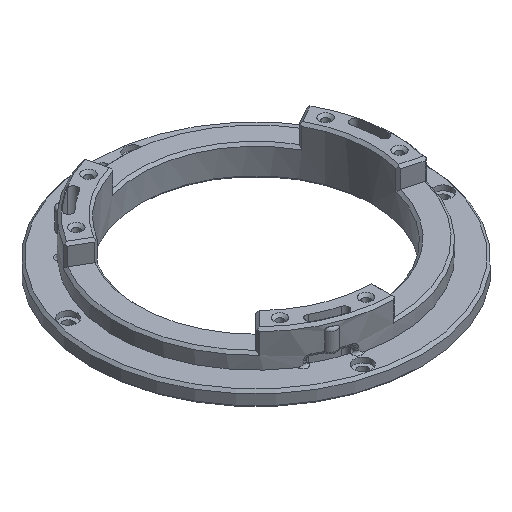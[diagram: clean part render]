
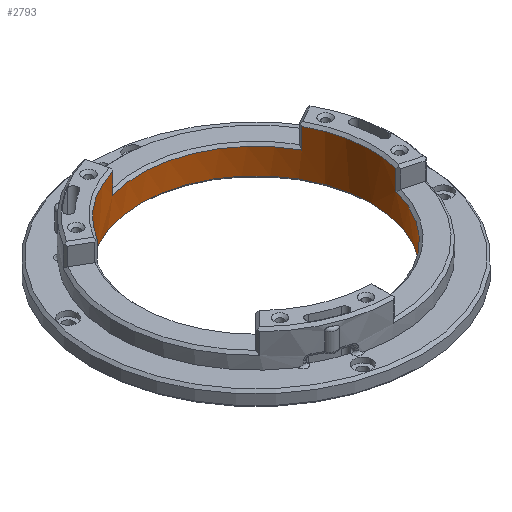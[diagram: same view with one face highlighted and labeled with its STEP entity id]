
A CAD part, isometric view. The second image highlights one B-rep face of the part: STEP entity #2793.
In plain terms, the highlighted cylindrical face has radius 22.625 mm (diameter 45.25 mm), a full revolution.
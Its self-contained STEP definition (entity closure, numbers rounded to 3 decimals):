
#84=CYLINDRICAL_SURFACE('',#3105,22.625);
#145=LINE('',#4383,#289);
#151=LINE('',#4439,#295);
#194=LINE('',#4771,#338);
#199=LINE('',#4820,#343);
#220=LINE('',#5030,#364);
#221=LINE('',#5031,#365);
#289=VECTOR('',#3430,1000.);
#295=VECTOR('',#3456,1000.);
#338=VECTOR('',#3673,1000.);
#343=VECTOR('',#3698,1000.);
#364=VECTOR('',#3815,1000.);
#365=VECTOR('',#3816,1000.);
#1077=ORIENTED_EDGE('',*,*,#1334,.T.);
#1078=ORIENTED_EDGE('',*,*,#1443,.T.);
#1079=ORIENTED_EDGE('',*,*,#1451,.T.);
#1080=ORIENTED_EDGE('',*,*,#1459,.T.);
#1081=ORIENTED_EDGE('',*,*,#1654,.T.);
#1082=ORIENTED_EDGE('',*,*,#1655,.T.);
#1083=ORIENTED_EDGE('',*,*,#1598,.T.);
#1084=ORIENTED_EDGE('',*,*,#1656,.T.);
#1085=ORIENTED_EDGE('',*,*,#1464,.T.);
#1086=ORIENTED_EDGE('',*,*,#1571,.T.);
#1087=ORIENTED_EDGE('',*,*,#1579,.T.);
#1088=ORIENTED_EDGE('',*,*,#1585,.T.);
#1089=ORIENTED_EDGE('',*,*,#1657,.T.);
#1334=EDGE_CURVE('',#1740,#1739,#2011,.F.);
#1443=EDGE_CURVE('',#1739,#1815,#145,.F.);
#1451=EDGE_CURVE('',#1815,#1819,#2059,.F.);
#1459=EDGE_CURVE('',#1819,#1823,#151,.T.);
#1464=EDGE_CURVE('',#1828,#1827,#2062,.F.);
#1571=EDGE_CURVE('',#1827,#1900,#194,.F.);
#1579=EDGE_CURVE('',#1900,#1904,#2110,.F.);
#1585=EDGE_CURVE('',#1904,#1740,#199,.T.);
#1598=EDGE_CURVE('',#1918,#1917,#2114,.F.);
#1654=EDGE_CURVE('',#1823,#1962,#2142,.F.);
#1655=EDGE_CURVE('',#1962,#1918,#220,.F.);
#1656=EDGE_CURVE('',#1917,#1828,#221,.T.);
#1657=EDGE_CURVE('',#1963,#1963,#2143,.T.);
#1739=VERTEX_POINT('',#4062);
#1740=VERTEX_POINT('',#4064);
#1815=VERTEX_POINT('',#4382);
#1819=VERTEX_POINT('',#4414);
#1823=VERTEX_POINT('',#4438);
#1827=VERTEX_POINT('',#4455);
#1828=VERTEX_POINT('',#4457);
#1900=VERTEX_POINT('',#4770);
#1904=VERTEX_POINT('',#4802);
#1917=VERTEX_POINT('',#4865);
#1918=VERTEX_POINT('',#4867);
#1962=VERTEX_POINT('',#5029);
#1963=VERTEX_POINT('',#5033);
#2011=CIRCLE('',#2868,22.625);
#2059=CIRCLE('',#2957,22.625);
#2062=CIRCLE('',#2965,22.625);
#2110=CIRCLE('',#3054,22.625);
#2114=CIRCLE('',#3065,22.625);
#2142=CIRCLE('',#3106,22.625);
#2143=CIRCLE('',#3107,22.625);
#2326=EDGE_LOOP('',(#1077,#1078,#1079,#1080,#1081,#1082,#1083,#1084,#1085,
#1086,#1087,#1088));
#2327=EDGE_LOOP('',(#1089));
#2552=FACE_BOUND('',#2326,.T.);
#2553=FACE_BOUND('',#2327,.T.);
#2793=ADVANCED_FACE('',(#2552,#2553),#84,.F.);
#2868=AXIS2_PLACEMENT_3D('',#4063,#3219,#3220);
#2957=AXIS2_PLACEMENT_3D('',#4415,#3443,#3444);
#2965=AXIS2_PLACEMENT_3D('',#4456,#3464,#3465);
#3054=AXIS2_PLACEMENT_3D('',#4803,#3686,#3687);
#3065=AXIS2_PLACEMENT_3D('',#4866,#3715,#3716);
#3105=AXIS2_PLACEMENT_3D('',#5027,#3811,#3812);
#3106=AXIS2_PLACEMENT_3D('',#5028,#3813,#3814);
#3107=AXIS2_PLACEMENT_3D('',#5032,#3817,#3818);
#3219=DIRECTION('',(0.,0.,-1.));
#3220=DIRECTION('',(-1.,0.,0.));
#3430=DIRECTION('',(0.,0.,-1.));
#3443=DIRECTION('',(0.,0.,-1.));
#3444=DIRECTION('',(0.5,0.866,0.));
#3456=DIRECTION('',(0.,0.,-1.));
#3464=DIRECTION('',(0.,0.,-1.));
#3465=DIRECTION('',(-1.,0.,0.));
#3673=DIRECTION('',(0.,0.,-1.));
#3686=DIRECTION('',(0.,0.,-1.));
#3687=DIRECTION('',(0.5,-0.866,0.));
#3698=DIRECTION('',(0.,0.,-1.));
#3715=DIRECTION('',(0.,0.,-1.));
#3716=DIRECTION('',(-1.,0.,0.));
#3811=DIRECTION('',(0.,0.,-1.));
#3812=DIRECTION('',(-1.,0.,0.));
#3813=DIRECTION('',(0.,0.,-1.));
#3814=DIRECTION('',(-1.,0.,0.));
#3815=DIRECTION('',(0.,0.,-1.));
#3816=DIRECTION('',(0.,0.,-1.));
#3817=DIRECTION('',(0.,0.,-1.));
#3818=DIRECTION('',(-1.,0.,0.));
#4062=CARTESIAN_POINT('',(21.978,-5.372,5.5));
#4063=CARTESIAN_POINT('',(0.,0.,5.5));
#4064=CARTESIAN_POINT('',(-0.5,-22.619,5.5));
#4382=CARTESIAN_POINT('',(21.978,-5.372,9.5));
#4383=CARTESIAN_POINT('',(21.978,-5.372,14.7));
#4414=CARTESIAN_POINT('',(19.839,10.877,9.5));
#4415=CARTESIAN_POINT('',(0.,0.,9.5));
#4438=CARTESIAN_POINT('',(19.839,10.877,5.5));
#4439=CARTESIAN_POINT('',(19.839,10.877,14.7));
#4455=CARTESIAN_POINT('',(-15.641,-16.348,5.5));
#4456=CARTESIAN_POINT('',(0.,0.,5.5));
#4457=CARTESIAN_POINT('',(-19.339,11.743,5.5));
#4770=CARTESIAN_POINT('',(-15.641,-16.348,9.5));
#4771=CARTESIAN_POINT('',(-15.641,-16.348,14.7));
#4802=CARTESIAN_POINT('',(-0.5,-22.619,9.5));
#4803=CARTESIAN_POINT('',(0.,0.,9.5));
#4820=CARTESIAN_POINT('',(-0.5,-22.619,14.7));
#4865=CARTESIAN_POINT('',(-19.339,11.743,9.5));
#4866=CARTESIAN_POINT('',(0.,0.,9.5));
#4867=CARTESIAN_POINT('',(-6.337,21.719,9.5));
#5027=CARTESIAN_POINT('',(0.,0.,14.7));
#5028=CARTESIAN_POINT('',(0.,0.,5.5));
#5029=CARTESIAN_POINT('',(-6.337,21.719,5.5));
#5030=CARTESIAN_POINT('',(-6.337,21.719,14.7));
#5031=CARTESIAN_POINT('',(-19.339,11.743,14.7));
#5032=CARTESIAN_POINT('',(0.,0.,0.5));
#5033=CARTESIAN_POINT('',(-22.625,0.,0.5));
